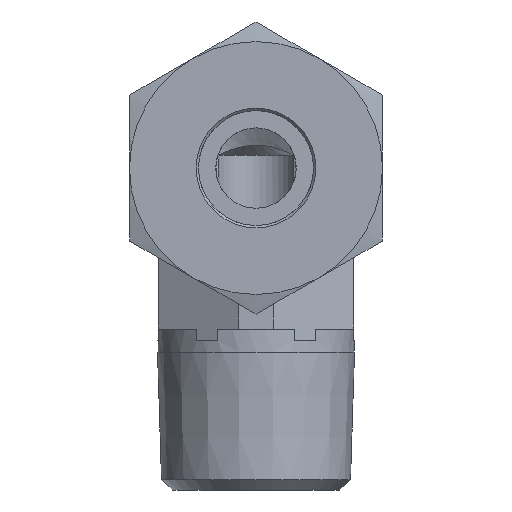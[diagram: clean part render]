
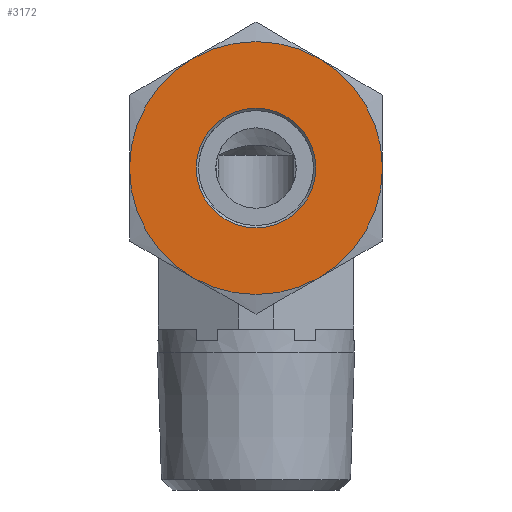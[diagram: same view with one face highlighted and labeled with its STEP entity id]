
A CAD part, front view. The second image highlights one B-rep face of the part: STEP entity #3172.
In plain terms, the highlighted face is planar.
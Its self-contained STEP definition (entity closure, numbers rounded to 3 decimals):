
#3076=CARTESIAN_POINT('',(5.2,0.,17.5));
#3077=VERTEX_POINT('',#3076);
#3078=CARTESIAN_POINT('',(0.0,0.0,17.5));
#3079=DIRECTION('',(0.0,0.0,1.0));
#3080=DIRECTION('',(-1.0,0.0,0.0));
#3081=AXIS2_PLACEMENT_3D('',#3078,#3079,#3080);
#3082=CIRCLE('',#3081,5.2);
#3083=EDGE_CURVE('',#3077,#3077,#3082,.T.);
#3108=CARTESIAN_POINT('',(0.,0.0,17.5));
#3109=DIRECTION('',(0.0,0.0,1.0));
#3110=DIRECTION('',(1.0,0.0,0.0));
#3111=AXIS2_PLACEMENT_3D('',#3108,#3109,#3110);
#3112=PLANE('',#3111);
#3113=CARTESIAN_POINT('',(-5.5,-9.526,17.5));
#3114=VERTEX_POINT('',#3113);
#3115=CARTESIAN_POINT('',(5.5,-9.526,17.5));
#3116=VERTEX_POINT('',#3115);
#3117=CARTESIAN_POINT('',(0.0,0.0,17.5));
#3118=DIRECTION('',(0.0,0.0,1.0));
#3119=DIRECTION('',(-0.5,-0.866,0.0));
#3120=AXIS2_PLACEMENT_3D('',#3117,#3118,#3119);
#3121=CIRCLE('',#3120,11.);
#3122=EDGE_CURVE('',#3114,#3116,#3121,.T.);
#3123=ORIENTED_EDGE('',*,*,#3122,.T.);
#3124=CARTESIAN_POINT('',(11.,0.,17.5));
#3125=VERTEX_POINT('',#3124);
#3126=CARTESIAN_POINT('',(0.0,0.0,17.5));
#3127=DIRECTION('',(0.0,0.0,1.0));
#3128=DIRECTION('',(-0.5,-0.866,0.0));
#3129=AXIS2_PLACEMENT_3D('',#3126,#3127,#3128);
#3130=CIRCLE('',#3129,11.);
#3131=EDGE_CURVE('',#3116,#3125,#3130,.T.);
#3132=ORIENTED_EDGE('',*,*,#3131,.T.);
#3133=CARTESIAN_POINT('',(5.5,9.526,17.5));
#3134=VERTEX_POINT('',#3133);
#3135=CARTESIAN_POINT('',(0.0,0.0,17.5));
#3136=DIRECTION('',(0.0,0.0,1.0));
#3137=DIRECTION('',(-0.5,-0.866,0.0));
#3138=AXIS2_PLACEMENT_3D('',#3135,#3136,#3137);
#3139=CIRCLE('',#3138,11.);
#3140=EDGE_CURVE('',#3125,#3134,#3139,.T.);
#3141=ORIENTED_EDGE('',*,*,#3140,.T.);
#3142=CARTESIAN_POINT('',(-5.5,9.526,17.5));
#3143=VERTEX_POINT('',#3142);
#3144=CARTESIAN_POINT('',(0.0,0.0,17.5));
#3145=DIRECTION('',(0.0,0.0,1.0));
#3146=DIRECTION('',(-0.5,-0.866,0.0));
#3147=AXIS2_PLACEMENT_3D('',#3144,#3145,#3146);
#3148=CIRCLE('',#3147,11.);
#3149=EDGE_CURVE('',#3134,#3143,#3148,.T.);
#3150=ORIENTED_EDGE('',*,*,#3149,.T.);
#3151=CARTESIAN_POINT('',(-11.0,0.0,17.5));
#3152=VERTEX_POINT('',#3151);
#3153=CARTESIAN_POINT('',(0.0,0.0,17.5));
#3154=DIRECTION('',(0.0,0.0,1.0));
#3155=DIRECTION('',(-0.5,-0.866,0.0));
#3156=AXIS2_PLACEMENT_3D('',#3153,#3154,#3155);
#3157=CIRCLE('',#3156,11.);
#3158=EDGE_CURVE('',#3143,#3152,#3157,.T.);
#3159=ORIENTED_EDGE('',*,*,#3158,.T.);
#3160=CARTESIAN_POINT('',(0.0,0.0,17.5));
#3161=DIRECTION('',(0.0,0.0,1.0));
#3162=DIRECTION('',(-0.5,-0.866,0.0));
#3163=AXIS2_PLACEMENT_3D('',#3160,#3161,#3162);
#3164=CIRCLE('',#3163,11.);
#3165=EDGE_CURVE('',#3152,#3114,#3164,.T.);
#3166=ORIENTED_EDGE('',*,*,#3165,.T.);
#3167=EDGE_LOOP('',(#3123,#3132,#3141,#3150,#3159,#3166));
#3168=FACE_OUTER_BOUND('',#3167,.T.);
#3169=ORIENTED_EDGE('',*,*,#3083,.F.);
#3170=EDGE_LOOP('',(#3169));
#3171=FACE_BOUND('',#3170,.T.);
#3172=ADVANCED_FACE('',(#3168,#3171),#3112,.T.);
